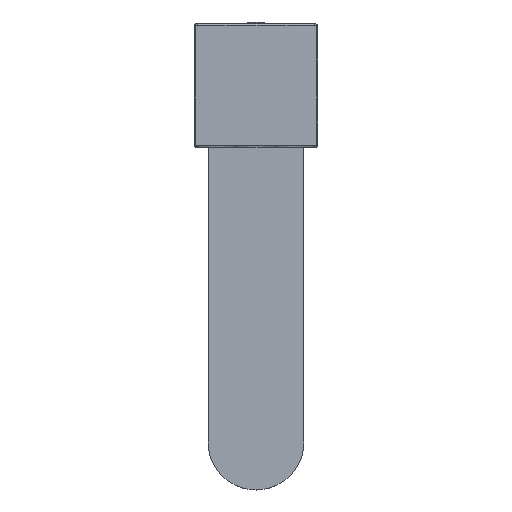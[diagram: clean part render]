
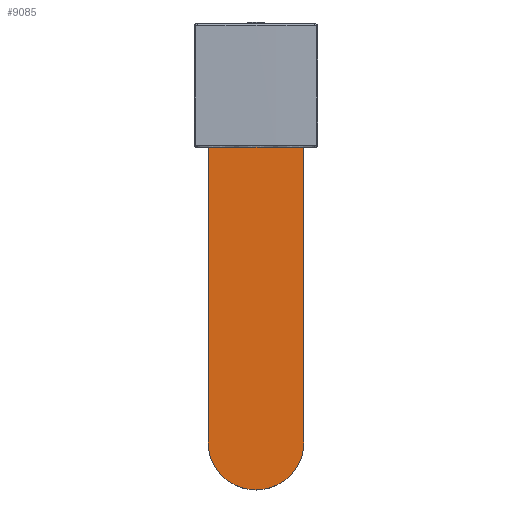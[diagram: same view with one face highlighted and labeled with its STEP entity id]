
A CAD part, top view. The second image highlights one B-rep face of the part: STEP entity #9085.
In plain terms, the highlighted planar face has unit normal (0, 0, 1).
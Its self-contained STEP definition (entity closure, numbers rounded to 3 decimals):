
#8988=CARTESIAN_POINT('Axis2P3D Location',(0.,150.,301.5)) ;
#8993=CARTESIAN_POINT('Axis2P3D Location',(0.,150.,301.5)) ;
#8997=CARTESIAN_POINT('Vertex',(-5.,166.771,301.5)) ;
#8999=CARTESIAN_POINT('Vertex',(-17.5,150.,301.5)) ;
#9002=CARTESIAN_POINT('Line Origine',(-17.5,85.,301.5)) ;
#9006=CARTESIAN_POINT('Vertex',(-17.5,20.,301.5)) ;
#9009=CARTESIAN_POINT('Axis2P3D Location',(0.,20.,301.5)) ;
#9013=CARTESIAN_POINT('Vertex',(-5.,3.229,301.5)) ;
#9016=CARTESIAN_POINT('Axis2P3D Location',(0.,20.,301.5)) ;
#9020=CARTESIAN_POINT('Vertex',(5.,3.229,301.5)) ;
#9023=CARTESIAN_POINT('Axis2P3D Location',(0.,20.,301.5)) ;
#9027=CARTESIAN_POINT('Vertex',(17.5,20.,301.5)) ;
#9030=CARTESIAN_POINT('Line Origine',(17.5,85.,301.5)) ;
#9034=CARTESIAN_POINT('Vertex',(17.5,150.,301.5)) ;
#9037=CARTESIAN_POINT('Axis2P3D Location',(0.,150.,301.5)) ;
#9041=CARTESIAN_POINT('Vertex',(5.,166.771,301.5)) ;
#9044=CARTESIAN_POINT('Axis2P3D Location',(0.,150.,301.5)) ;
#9059=CARTESIAN_POINT('Axis2P3D Location',(0.,150.,301.5)) ;
#9063=CARTESIAN_POINT('Vertex',(-12.067,156.592,301.5)) ;
#9065=CARTESIAN_POINT('Vertex',(12.067,143.408,301.5)) ;
#9068=CARTESIAN_POINT('Axis2P3D Location',(0.,150.,301.5)) ;
#9072=CARTESIAN_POINT('Vertex',(0.324,136.254,301.5)) ;
#9075=CARTESIAN_POINT('Axis2P3D Location',(0.,150.,301.5)) ;
#9004=VECTOR('Line Direction',#9003,1.) ;
#9032=VECTOR('Line Direction',#9031,1.) ;
#8989=DIRECTION('Axis2P3D Direction',(0.,0.,1.)) ;
#8990=DIRECTION('Axis2P3D XDirection',(1.,0.,0.)) ;
#8994=DIRECTION('Axis2P3D Direction',(0.,0.,1.)) ;
#9003=DIRECTION('Vector Direction',(0.,1.,0.)) ;
#9010=DIRECTION('Axis2P3D Direction',(0.,0.,1.)) ;
#9017=DIRECTION('Axis2P3D Direction',(0.,0.,1.)) ;
#9024=DIRECTION('Axis2P3D Direction',(0.,0.,1.)) ;
#9031=DIRECTION('Vector Direction',(0.,-1.,0.)) ;
#9038=DIRECTION('Axis2P3D Direction',(0.,0.,1.)) ;
#9045=DIRECTION('Axis2P3D Direction',(0.,0.,1.)) ;
#9060=DIRECTION('Axis2P3D Direction',(0.,0.,1.)) ;
#9069=DIRECTION('Axis2P3D Direction',(0.,0.,1.)) ;
#9076=DIRECTION('Axis2P3D Direction',(0.,0.,1.)) ;
#8991=AXIS2_PLACEMENT_3D('Plane Axis2P3D',#8988,#8989,#8990) ;
#8995=AXIS2_PLACEMENT_3D('Circle Axis2P3D',#8993,#8994,$) ;
#9011=AXIS2_PLACEMENT_3D('Circle Axis2P3D',#9009,#9010,$) ;
#9018=AXIS2_PLACEMENT_3D('Circle Axis2P3D',#9016,#9017,$) ;
#9025=AXIS2_PLACEMENT_3D('Circle Axis2P3D',#9023,#9024,$) ;
#9039=AXIS2_PLACEMENT_3D('Circle Axis2P3D',#9037,#9038,$) ;
#9046=AXIS2_PLACEMENT_3D('Circle Axis2P3D',#9044,#9045,$) ;
#9061=AXIS2_PLACEMENT_3D('Circle Axis2P3D',#9059,#9060,$) ;
#9070=AXIS2_PLACEMENT_3D('Circle Axis2P3D',#9068,#9069,$) ;
#9077=AXIS2_PLACEMENT_3D('Circle Axis2P3D',#9075,#9076,$) ;
#9005=LINE('Line',#9002,#9004) ;
#9033=LINE('Line',#9030,#9032) ;
#8996=CIRCLE('generated circle',#8995,17.5) ;
#9012=CIRCLE('generated circle',#9011,17.5) ;
#9019=CIRCLE('generated circle',#9018,17.5) ;
#9026=CIRCLE('generated circle',#9025,17.5) ;
#9040=CIRCLE('generated circle',#9039,17.5) ;
#9047=CIRCLE('generated circle',#9046,17.5) ;
#9062=CIRCLE('generated circle',#9061,13.75) ;
#9071=CIRCLE('generated circle',#9070,13.75) ;
#9078=CIRCLE('generated circle',#9077,13.75) ;
#8992=PLANE('',#8991) ;
#9084=FACE_BOUND('',#9080,.T.) ;
#9001=EDGE_CURVE('',#8998,#9000,#8996,.T.) ;
#9008=EDGE_CURVE('',#9000,#9007,#9005,.F.) ;
#9015=EDGE_CURVE('',#9007,#9014,#9012,.T.) ;
#9022=EDGE_CURVE('',#9014,#9021,#9019,.T.) ;
#9029=EDGE_CURVE('',#9021,#9028,#9026,.T.) ;
#9036=EDGE_CURVE('',#9028,#9035,#9033,.F.) ;
#9043=EDGE_CURVE('',#9035,#9042,#9040,.T.) ;
#9048=EDGE_CURVE('',#9042,#8998,#9047,.T.) ;
#9067=EDGE_CURVE('',#9064,#9066,#9062,.F.) ;
#9074=EDGE_CURVE('',#9066,#9073,#9071,.F.) ;
#9079=EDGE_CURVE('',#9073,#9064,#9078,.F.) ;
#9050=ORIENTED_EDGE('',*,*,#9001,.T.) ;
#9051=ORIENTED_EDGE('',*,*,#9008,.T.) ;
#9052=ORIENTED_EDGE('',*,*,#9015,.T.) ;
#9053=ORIENTED_EDGE('',*,*,#9022,.T.) ;
#9054=ORIENTED_EDGE('',*,*,#9029,.T.) ;
#9055=ORIENTED_EDGE('',*,*,#9036,.T.) ;
#9056=ORIENTED_EDGE('',*,*,#9043,.T.) ;
#9057=ORIENTED_EDGE('',*,*,#9048,.T.) ;
#9081=ORIENTED_EDGE('',*,*,#9067,.T.) ;
#9082=ORIENTED_EDGE('',*,*,#9074,.T.) ;
#9083=ORIENTED_EDGE('',*,*,#9079,.T.) ;
#9049=EDGE_LOOP('',(#9050,#9051,#9052,#9053,#9054,#9055,#9056,#9057)) ;
#9080=EDGE_LOOP('',(#9081,#9082,#9083)) ;
#8998=VERTEX_POINT('',#8997) ;
#9000=VERTEX_POINT('',#8999) ;
#9007=VERTEX_POINT('',#9006) ;
#9014=VERTEX_POINT('',#9013) ;
#9021=VERTEX_POINT('',#9020) ;
#9028=VERTEX_POINT('',#9027) ;
#9035=VERTEX_POINT('',#9034) ;
#9042=VERTEX_POINT('',#9041) ;
#9064=VERTEX_POINT('',#9063) ;
#9066=VERTEX_POINT('',#9065) ;
#9073=VERTEX_POINT('',#9072) ;
#9085=ADVANCED_FACE('Superficie.216',(#9058,#9084),#8992,.T.) ;
#9058=FACE_OUTER_BOUND('',#9049,.T.) ;
